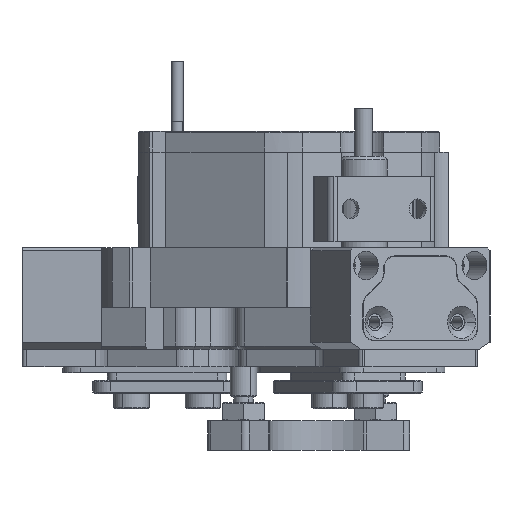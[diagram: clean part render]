
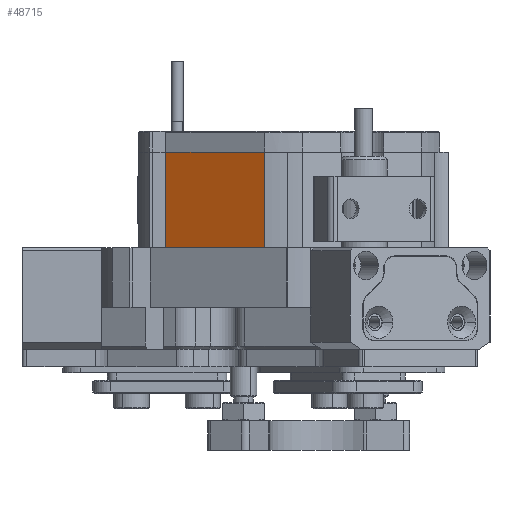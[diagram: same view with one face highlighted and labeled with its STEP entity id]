
A CAD part, left-side view. The second image highlights one B-rep face of the part: STEP entity #48715.
In plain terms, the highlighted planar face has unit normal (-0.866, 0.5, 0).
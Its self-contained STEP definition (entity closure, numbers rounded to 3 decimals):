
#3602 = VECTOR ( 'NONE', #10992, 1000. ) ;
#6406 = CARTESIAN_POINT ( 'NONE',  ( -27.231, 3.834, 3. ) ) ;
#6615 = DIRECTION ( 'NONE',  ( -0.866, 0.5, 0. ) ) ;
#7750 = DIRECTION ( 'NONE',  ( 0., 0., -1. ) ) ;
#10009 = EDGE_LOOP ( 'NONE', ( #14015, #18604, #43075, #17247 ) ) ;
#10239 = VERTEX_POINT ( 'NONE', #17126 ) ;
#10933 = CARTESIAN_POINT ( 'NONE',  ( -17.667, 20.4, 19. ) ) ;
#10992 = DIRECTION ( 'NONE',  ( 0., 0., -1. ) ) ;
#11307 = LINE ( 'NONE', #42841, #40845 ) ;
#14015 = ORIENTED_EDGE ( 'NONE', *, *, #41600, .F. ) ;
#14738 = EDGE_CURVE ( 'NONE', #34462, #10239, #39479, .T. ) ;
#15165 = VECTOR ( 'NONE', #7750, 1000. ) ;
#16047 = CARTESIAN_POINT ( 'NONE',  ( -27.231, 3.834, -14. ) ) ;
#17126 = CARTESIAN_POINT ( 'NONE',  ( -17.667, 20.4, 3. ) ) ;
#17247 = ORIENTED_EDGE ( 'NONE', *, *, #41315, .F. ) ;
#18604 = ORIENTED_EDGE ( 'NONE', *, *, #41157, .T. ) ;
#18655 = CARTESIAN_POINT ( 'NONE',  ( -11.875, 30.432, 30. ) ) ;
#20318 = LINE ( 'NONE', #16047, #15165 ) ;
#24666 = VECTOR ( 'NONE', #29717, 1000. ) ;
#26480 = DIRECTION ( 'NONE',  ( -0.5, -0.866, 0. ) ) ;
#26675 = VERTEX_POINT ( 'NONE', #10933 ) ;
#26887 = PLANE ( 'NONE',  #45772 ) ;
#29717 = DIRECTION ( 'NONE',  ( 0.5, 0.866, 0. ) ) ;
#31089 = CARTESIAN_POINT ( 'NONE',  ( -17.667, 20.4, 30. ) ) ;
#34036 = CARTESIAN_POINT ( 'NONE',  ( -11.875, 30.432, 3. ) ) ;
#34462 = VERTEX_POINT ( 'NONE', #6406 ) ;
#34639 = FACE_OUTER_BOUND ( 'NONE', #10009, .T. ) ;
#35098 = LINE ( 'NONE', #31089, #3602 ) ;
#35349 = DIRECTION ( 'NONE',  ( -0.5, -0.866, 0. ) ) ;
#37717 = VERTEX_POINT ( 'NONE', #38832 ) ;
#38832 = CARTESIAN_POINT ( 'NONE',  ( -27.231, 3.834, 19. ) ) ;
#39479 = LINE ( 'NONE', #34036, #24666 ) ;
#40845 = VECTOR ( 'NONE', #26480, 1000. ) ;
#41157 = EDGE_CURVE ( 'NONE', #26675, #10239, #35098, .T. ) ;
#41315 = EDGE_CURVE ( 'NONE', #37717, #34462, #20318, .T. ) ;
#41600 = EDGE_CURVE ( 'NONE', #26675, #37717, #11307, .T. ) ;
#42841 = CARTESIAN_POINT ( 'NONE',  ( -22.084, 12.75, 19. ) ) ;
#43075 = ORIENTED_EDGE ( 'NONE', *, *, #14738, .F. ) ;
#45772 = AXIS2_PLACEMENT_3D ( 'NONE', #18655, #6615, #35349 ) ;
#48715 = ADVANCED_FACE ( 'NONE', ( #34639 ), #26887, .T. ) ;
